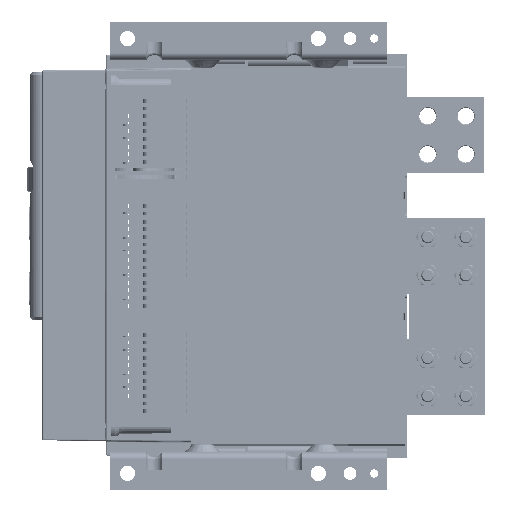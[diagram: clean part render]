
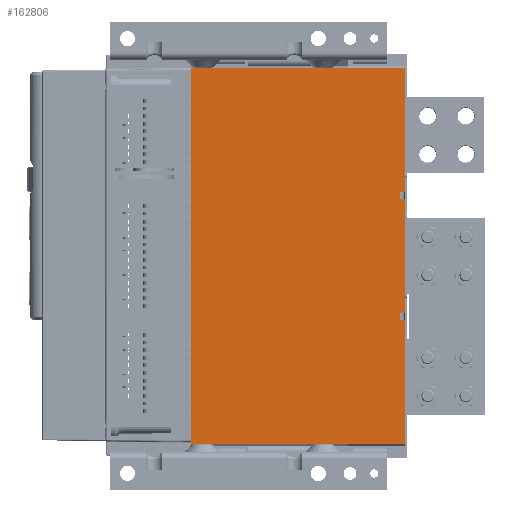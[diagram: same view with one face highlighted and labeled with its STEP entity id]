
A CAD part, front view. The second image highlights one B-rep face of the part: STEP entity #162806.
In plain terms, the highlighted planar face has unit normal (0, -1, 0).
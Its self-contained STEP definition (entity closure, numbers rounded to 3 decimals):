
#38391=DIRECTION('',(0.,0.,1.));
#38392=VECTOR('',#38391,291.);
#38393=CARTESIAN_POINT('',(-168.,0.,-97.5));
#38394=LINE('',#38393,#38392);
#38395=DIRECTION('',(0.,0.,-1.));
#38396=VECTOR('',#38395,2.);
#38397=CARTESIAN_POINT('',(-168.,0.,195.5));
#38398=LINE('',#38397,#38396);
#38399=DIRECTION('',(1.,0.,0.));
#38400=VECTOR('',#38399,168.);
#38401=CARTESIAN_POINT('',(-168.,0.,195.5));
#38402=LINE('',#38401,#38400);
#38403=DIRECTION('',(1.,0.,0.));
#38404=VECTOR('',#38403,4.);
#38405=CARTESIAN_POINT('',(-4.,0.,97.5));
#38406=LINE('',#38405,#38404);
#38407=DIRECTION('',(0.,0.,1.));
#38408=VECTOR('',#38407,90.);
#38409=CARTESIAN_POINT('',(0.,0.,2.5));
#38410=LINE('',#38409,#38408);
#38411=DIRECTION('',(1.,0.,0.));
#38412=VECTOR('',#38411,4.);
#38413=CARTESIAN_POINT('',(-4.,0.,2.5));
#38414=LINE('',#38413,#38412);
#38415=DIRECTION('',(0.,0.,1.));
#38416=VECTOR('',#38415,5.);
#38417=CARTESIAN_POINT('',(-4.,0.,-2.5));
#38418=LINE('',#38417,#38416);
#38419=DIRECTION('',(0.,0.,1.));
#38420=VECTOR('',#38419,98.);
#38421=CARTESIAN_POINT('',(0.,0.,-100.5));
#38422=LINE('',#38421,#38420);
#38423=DIRECTION('',(-1.,0.,0.));
#38424=VECTOR('',#38423,168.);
#38425=CARTESIAN_POINT('',(0.,0.,-100.5));
#38426=LINE('',#38425,#38424);
#38427=DIRECTION('',(0.,0.,-1.));
#38428=VECTOR('',#38427,3.);
#38429=CARTESIAN_POINT('',(-168.,0.,-97.5));
#38430=LINE('',#38429,#38428);
#38467=DIRECTION('',(0.,0.,-1.));
#38468=VECTOR('',#38467,98.);
#38469=CARTESIAN_POINT('',(0.,0.,195.5));
#38470=LINE('',#38469,#38468);
#39284=DIRECTION('',(1.,0.,0.));
#39285=VECTOR('',#39284,4.);
#39286=CARTESIAN_POINT('',(-4.,0.,92.5));
#39287=LINE('',#39286,#39285);
#39292=DIRECTION('',(0.,0.,-1.));
#39293=VECTOR('',#39292,5.);
#39294=CARTESIAN_POINT('',(-4.,0.,97.5));
#39295=LINE('',#39294,#39293);
#43959=DIRECTION('',(1.,0.,0.));
#43960=VECTOR('',#43959,4.);
#43961=CARTESIAN_POINT('',(-4.,0.,-2.5));
#43962=LINE('',#43961,#43960);
#86116=CARTESIAN_POINT('',(0.,0.,2.5));
#86118=VERTEX_POINT('',#86116);
#86133=CARTESIAN_POINT('',(0.,0.,92.5));
#86134=VERTEX_POINT('',#86133);
#86305=CARTESIAN_POINT('',(0.,0.,195.5));
#86306=VERTEX_POINT('',#86305);
#86307=CARTESIAN_POINT('',(0.,0.,97.5));
#86308=VERTEX_POINT('',#86307);
#86493=CARTESIAN_POINT('',(0.,0.,-2.5));
#86494=VERTEX_POINT('',#86493);
#86495=CARTESIAN_POINT('',(0.,0.,-100.5));
#86496=VERTEX_POINT('',#86495);
#86699=CARTESIAN_POINT('',(-4.,0.,-2.5));
#86700=VERTEX_POINT('',#86699);
#86701=CARTESIAN_POINT('',(-4.,0.,2.5));
#86702=VERTEX_POINT('',#86701);
#86703=CARTESIAN_POINT('',(-4.,0.,92.5));
#86704=VERTEX_POINT('',#86703);
#86705=CARTESIAN_POINT('',(-4.,0.,97.5));
#86706=VERTEX_POINT('',#86705);
#89564=CARTESIAN_POINT('',(-168.,0.,-100.5));
#89566=VERTEX_POINT('',#89564);
#89568=CARTESIAN_POINT('',(-168.,0.,195.5));
#89570=VERTEX_POINT('',#89568);
#105139=CARTESIAN_POINT('',(-168.,0.,-97.5));
#105140=CARTESIAN_POINT('',(-168.,0.,193.5));
#105141=VERTEX_POINT('',#105139);
#105142=VERTEX_POINT('',#105140);
#162778=CARTESIAN_POINT('',(0.,0.,47.5));
#162779=DIRECTION('',(0.,-1.,0.));
#162780=DIRECTION('',(0.,0.,1.));
#162781=AXIS2_PLACEMENT_3D('',#162778,#162779,#162780);
#162782=PLANE('',#162781);
#162783=ORIENTED_EDGE('',*,*,#119439,.T.);
#162784=ORIENTED_EDGE('',*,*,#119810,.F.);
#162785=ORIENTED_EDGE('',*,*,#119836,.T.);
#162787=ORIENTED_EDGE('',*,*,#162786,.T.);
#162789=ORIENTED_EDGE('',*,*,#162788,.F.);
#162791=ORIENTED_EDGE('',*,*,#162790,.T.);
#162793=ORIENTED_EDGE('',*,*,#162792,.T.);
#162794=ORIENTED_EDGE('',*,*,#162579,.F.);
#162795=ORIENTED_EDGE('',*,*,#162768,.F.);
#162797=ORIENTED_EDGE('',*,*,#162796,.F.);
#162799=ORIENTED_EDGE('',*,*,#162798,.T.);
#162800=ORIENTED_EDGE('',*,*,#130955,.F.);
#162802=ORIENTED_EDGE('',*,*,#162801,.T.);
#162803=ORIENTED_EDGE('',*,*,#119310,.F.);
#162804=EDGE_LOOP('',(#162783,#162784,#162785,#162787,#162789,#162791,#162793,
#162794,#162795,#162797,#162799,#162800,#162802,#162803));
#162805=FACE_OUTER_BOUND('',#162804,.F.);
#162806=ADVANCED_FACE('',(#162805),#162782,.T.);
#119310=EDGE_CURVE('',#105141,#89566,#38430,.T.);
#119439=EDGE_CURVE('',#105141,#105142,#38394,.T.);
#119810=EDGE_CURVE('',#89570,#105142,#38398,.T.);
#119836=EDGE_CURVE('',#89570,#86306,#38402,.T.);
#130955=EDGE_CURVE('',#86496,#86494,#38422,.T.);
#162579=EDGE_CURVE('',#86118,#86134,#38410,.T.);
#162768=EDGE_CURVE('',#86702,#86118,#38414,.T.);
#162786=EDGE_CURVE('',#86306,#86308,#38470,.T.);
#162788=EDGE_CURVE('',#86706,#86308,#38406,.T.);
#162790=EDGE_CURVE('',#86706,#86704,#39295,.T.);
#162792=EDGE_CURVE('',#86704,#86134,#39287,.T.);
#162796=EDGE_CURVE('',#86700,#86702,#38418,.T.);
#162798=EDGE_CURVE('',#86700,#86494,#43962,.T.);
#162801=EDGE_CURVE('',#86496,#89566,#38426,.T.);
